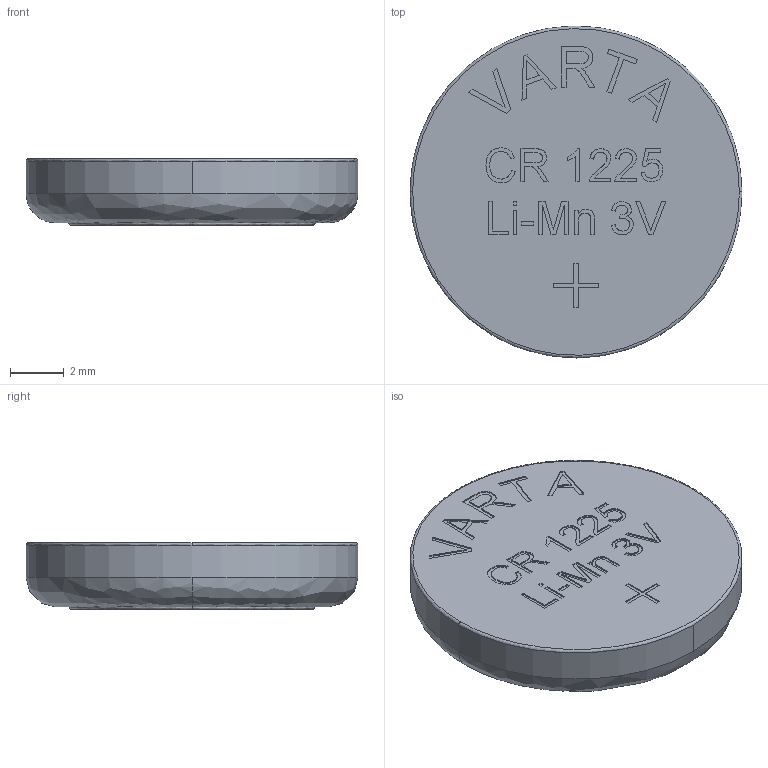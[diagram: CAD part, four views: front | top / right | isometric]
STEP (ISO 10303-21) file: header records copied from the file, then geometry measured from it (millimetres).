
FILE_DESCRIPTION (( 'STEP AP214' ), '1' );
FILE_NAME ('User Library-CR1225.STEP', '2021-01-27T03:16:34', ( '' ), ( '' ), 'SwSTEP 2.0', 'SolidWorks 2020', '' );
FILE_SCHEMA (( 'AUTOMOTIVE_DESIGN' ));
Length unit declared in the file: millimetre
Products named in the file (4): User Library-CR1225; refine_Revolution001; refine_Cut001; Cut003
Assembly tree (3 placements, depth 2):
  User Library-CR1225
    refine_Revolution001
    Cut003
    refine_Cut001
Bounding box: 12.4 x 12.4 x 2.5 mm (x, y, z)
Volume: 282.5 mm3; surface area: 489 mm2
Topology: 22 solids, 22 shells, 677 faces, 1824 edges, 1216 vertices
Faces by surface type: plane 353, bspline 314, cylinder 10
Entity records: 26804 total; most frequent: CARTESIAN_POINT 7609, ORIENTED_EDGE 3648, DIRECTION 1976, EDGE_CURVE 1824, VERTEX_POINT 1216, VECTOR 1170, LINE 1170, EDGE_LOOP 712
